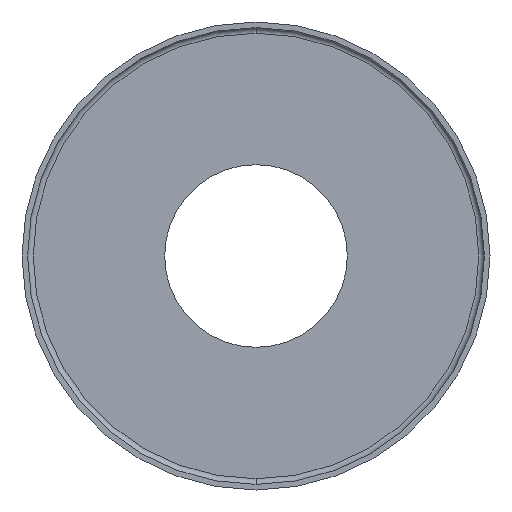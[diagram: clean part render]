
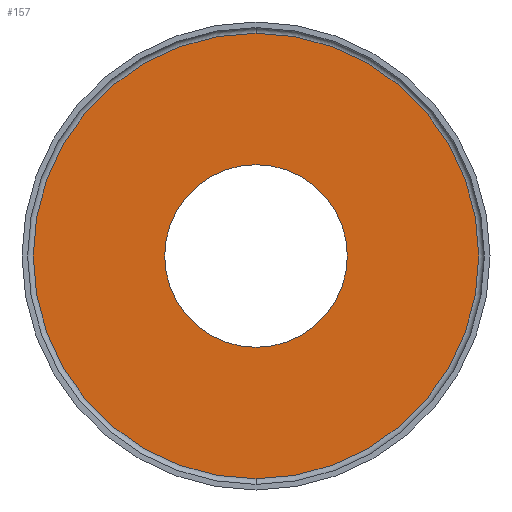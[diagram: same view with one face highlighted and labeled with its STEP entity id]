
A CAD part, front view. The second image highlights one B-rep face of the part: STEP entity #157.
In plain terms, the highlighted planar face has unit normal (0, -1, 0).
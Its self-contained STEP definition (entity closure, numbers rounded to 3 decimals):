
#38 = DIRECTION ( 'NONE',  ( 0., 1., 0. ) ) ;
#41 = EDGE_CURVE ( 'NONE', #369, #427, #313, .T. ) ;
#83 = EDGE_LOOP ( 'NONE', ( #150, #395 ) ) ;
#98 = DIRECTION ( 'NONE',  ( 0., 1., 0. ) ) ;
#103 = AXIS2_PLACEMENT_3D ( 'NONE', #409, #164, #305 ) ;
#106 = EDGE_CURVE ( 'NONE', #427, #369, #218, .T. ) ;
#113 = DIRECTION ( 'NONE',  ( 0., 1., 0. ) ) ;
#123 = CARTESIAN_POINT ( 'NONE',  ( 0., -23.624, 24.4 ) ) ;
#130 = CARTESIAN_POINT ( 'NONE',  ( 0., -23.624, 0. ) ) ;
#138 = CIRCLE ( 'NONE', #199, 24.4 ) ;
#150 = ORIENTED_EDGE ( 'NONE', *, *, #161, .T. ) ;
#151 = VERTEX_POINT ( 'NONE', #278 ) ;
#157 = ADVANCED_FACE ( 'NONE', ( #267, #401 ), #340, .F. ) ;
#161 = EDGE_CURVE ( 'NONE', #356, #151, #138, .T. ) ;
#164 = DIRECTION ( 'NONE',  ( 0., 1., 0. ) ) ;
#188 = ORIENTED_EDGE ( 'NONE', *, *, #41, .F. ) ;
#189 = AXIS2_PLACEMENT_3D ( 'NONE', #391, #113, #320 ) ;
#199 = AXIS2_PLACEMENT_3D ( 'NONE', #130, #98, #377 ) ;
#201 = DIRECTION ( 'NONE',  ( 0., 0., 1. ) ) ;
#206 = DIRECTION ( 'NONE',  ( 0., 0., 1. ) ) ;
#208 = EDGE_CURVE ( 'NONE', #151, #356, #383, .T. ) ;
#218 = CIRCLE ( 'NONE', #353, 59.5 ) ;
#231 = DIRECTION ( 'NONE',  ( 0., 1., 0. ) ) ;
#267 = FACE_OUTER_BOUND ( 'NONE', #428, .T. ) ;
#270 = CARTESIAN_POINT ( 'NONE',  ( 0., -23.624, 0. ) ) ;
#278 = CARTESIAN_POINT ( 'NONE',  ( 0., -23.624, -24.4 ) ) ;
#305 = DIRECTION ( 'NONE',  ( 0., 0., 1. ) ) ;
#313 = CIRCLE ( 'NONE', #371, 59.5 ) ;
#319 = CARTESIAN_POINT ( 'NONE',  ( 0., -23.624, 59.5 ) ) ;
#320 = DIRECTION ( 'NONE',  ( 0., 0., 1. ) ) ;
#323 = ORIENTED_EDGE ( 'NONE', *, *, #106, .F. ) ;
#340 = PLANE ( 'NONE',  #103 ) ;
#343 = CARTESIAN_POINT ( 'NONE',  ( 0., -23.624, 0. ) ) ;
#353 = AXIS2_PLACEMENT_3D ( 'NONE', #270, #231, #201 ) ;
#356 = VERTEX_POINT ( 'NONE', #123 ) ;
#357 = CARTESIAN_POINT ( 'NONE',  ( 0., -23.624, -59.5 ) ) ;
#369 = VERTEX_POINT ( 'NONE', #357 ) ;
#371 = AXIS2_PLACEMENT_3D ( 'NONE', #343, #38, #206 ) ;
#377 = DIRECTION ( 'NONE',  ( 0., 0., 1. ) ) ;
#383 = CIRCLE ( 'NONE', #189, 24.4 ) ;
#391 = CARTESIAN_POINT ( 'NONE',  ( 0., -23.624, 0. ) ) ;
#395 = ORIENTED_EDGE ( 'NONE', *, *, #208, .T. ) ;
#401 = FACE_BOUND ( 'NONE', #83, .T. ) ;
#409 = CARTESIAN_POINT ( 'NONE',  ( 24.4, -23.624, 0. ) ) ;
#427 = VERTEX_POINT ( 'NONE', #319 ) ;
#428 = EDGE_LOOP ( 'NONE', ( #323, #188 ) ) ;
